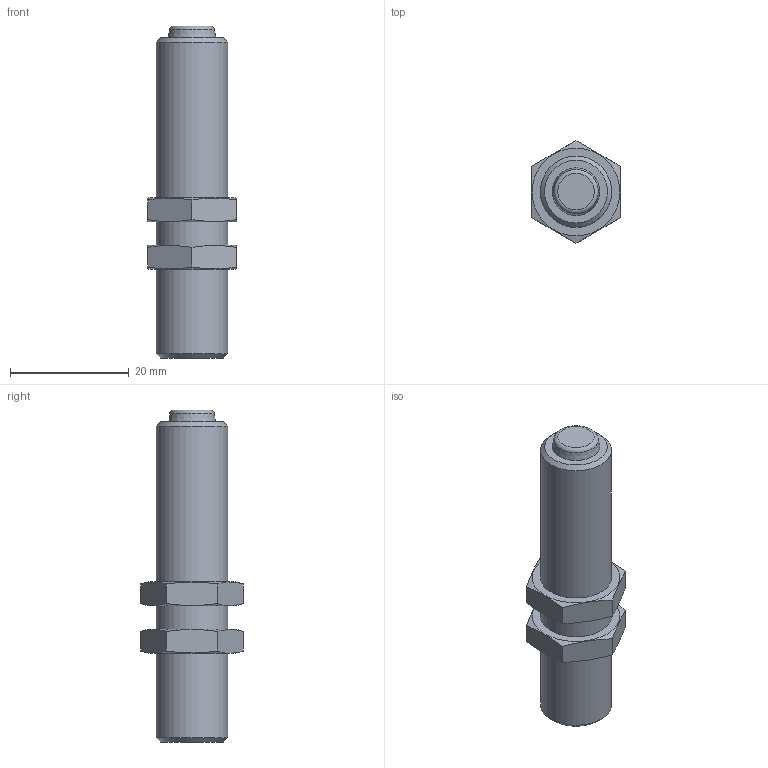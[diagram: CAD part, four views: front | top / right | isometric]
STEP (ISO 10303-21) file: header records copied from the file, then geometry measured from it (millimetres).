
FILE_DESCRIPTION(/* description */ ('STEP AP214'),/* implementation_level */ '2;1');
FILE_NAME(/* name */ '1179840_DYEF-M12-Y1',/* time_stamp */ '2024-08-23T15:26:09+02:00',/* author */ ('License CC BY-ND 4.0'),/* organization */ ('CADENAS'),/* preprocessor_version */ 'ST-DEVELOPER v19.3',/* originating_system */ 'PARTsolutions',/* authorisation */ ' ');
FILE_SCHEMA (('AUTOMOTIVE_DESIGN {1 0 10303 214 3 1 1}'));
Length unit declared in the file: millimetre
Products named in the file (3): 1179840 DYEF-M12-Y1; 699441 DGSL-16-P; 348987 SPZ-20 M12X1-4-15
Assembly tree (3 placements, depth 2):
  1179840 DYEF-M12-Y1
    699441 DGSL-16-P
    348987 SPZ-20 M12X1-4-15  x2
Bounding box: 15 x 17.32 x 56 mm (x, y, z)
Volume: 6895.4 mm3; surface area: 3356.4 mm2
Topology: 3 solids, 3 shells, 48 faces, 109 edges, 68 vertices
Faces by surface type: plane 31, cone 12, cylinder 4, torus 1
Full cylindrical faces by diameter (mm): 4 x1, 10.917 x2, 12 x1
Entity records: 1123 total; most frequent: CARTESIAN_POINT 194, DIRECTION 148, ORIENTED_EDGE 124, EDGE_CURVE 62, AXIS2_PLACEMENT_3D 59, FACE_BOUND 51, EDGE_LOOP 50, VERTEX_POINT 45
